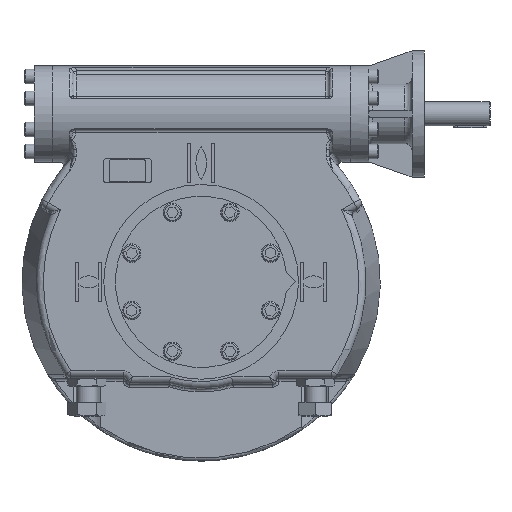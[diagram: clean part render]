
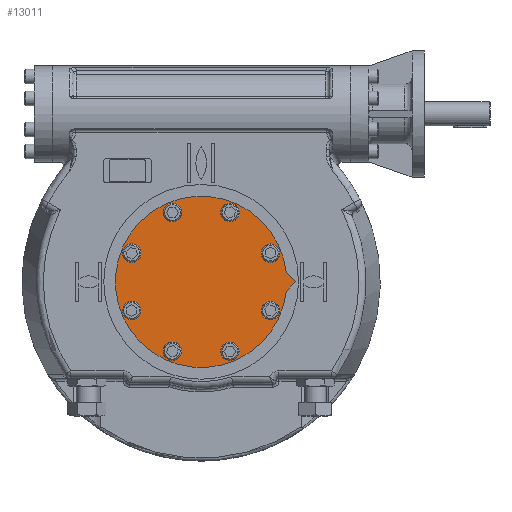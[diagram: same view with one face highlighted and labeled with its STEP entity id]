
A CAD part, top view. The second image highlights one B-rep face of the part: STEP entity #13011.
In plain terms, the highlighted planar face has unit normal (0, 0, 1).
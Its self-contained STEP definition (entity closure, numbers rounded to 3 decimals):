
#1070=LINE('',#34404,#1927);
#1073=LINE('',#34410,#1930);
#1927=VECTOR('',#18271,1000.);
#1930=VECTOR('',#18276,1000.);
#2372=PLANE('',#15073);
#2867=CIRCLE('',#15063,142.5);
#2876=CIRCLE('',#15074,10.5);
#2877=CIRCLE('',#15075,10.5);
#2878=CIRCLE('',#15076,10.5);
#2879=CIRCLE('',#15077,10.5);
#2880=CIRCLE('',#15078,10.5);
#2881=CIRCLE('',#15079,10.5);
#2882=CIRCLE('',#15080,10.5);
#2883=CIRCLE('',#15081,10.5);
#6118=ORIENTED_EDGE('',*,*,#8110,.T.);
#6119=ORIENTED_EDGE('',*,*,#8111,.T.);
#6120=ORIENTED_EDGE('',*,*,#8112,.T.);
#6121=ORIENTED_EDGE('',*,*,#8113,.T.);
#6122=ORIENTED_EDGE('',*,*,#8114,.T.);
#6123=ORIENTED_EDGE('',*,*,#8115,.T.);
#6124=ORIENTED_EDGE('',*,*,#8116,.T.);
#6125=ORIENTED_EDGE('',*,*,#8117,.T.);
#6126=ORIENTED_EDGE('',*,*,#8095,.F.);
#6127=ORIENTED_EDGE('',*,*,#8101,.F.);
#6128=ORIENTED_EDGE('',*,*,#8098,.F.);
#8095=EDGE_CURVE('',#9465,#9466,#1070,.T.);
#8098=EDGE_CURVE('',#9466,#9468,#1073,.T.);
#8101=EDGE_CURVE('',#9468,#9465,#2867,.T.);
#8110=EDGE_CURVE('',#9477,#9477,#2876,.T.);
#8111=EDGE_CURVE('',#9478,#9478,#2877,.T.);
#8112=EDGE_CURVE('',#9479,#9479,#2878,.T.);
#8113=EDGE_CURVE('',#9480,#9480,#2879,.T.);
#8114=EDGE_CURVE('',#9481,#9481,#2880,.T.);
#8115=EDGE_CURVE('',#9482,#9482,#2881,.T.);
#8116=EDGE_CURVE('',#9483,#9483,#2882,.T.);
#8117=EDGE_CURVE('',#9484,#9484,#2883,.T.);
#9465=VERTEX_POINT('',#34403);
#9466=VERTEX_POINT('',#34405);
#9468=VERTEX_POINT('',#34411);
#9477=VERTEX_POINT('',#34435);
#9478=VERTEX_POINT('',#34437);
#9479=VERTEX_POINT('',#34439);
#9480=VERTEX_POINT('',#34441);
#9481=VERTEX_POINT('',#34443);
#9482=VERTEX_POINT('',#34445);
#9483=VERTEX_POINT('',#34447);
#9484=VERTEX_POINT('',#34449);
#11056=EDGE_LOOP('',(#6118));
#11057=EDGE_LOOP('',(#6119));
#11058=EDGE_LOOP('',(#6120));
#11059=EDGE_LOOP('',(#6121));
#11060=EDGE_LOOP('',(#6122));
#11061=EDGE_LOOP('',(#6123));
#11062=EDGE_LOOP('',(#6124));
#11063=EDGE_LOOP('',(#6125));
#11064=EDGE_LOOP('',(#6126,#6127,#6128));
#12092=FACE_BOUND('',#11056,.T.);
#12093=FACE_BOUND('',#11057,.T.);
#12094=FACE_BOUND('',#11058,.T.);
#12095=FACE_BOUND('',#11059,.T.);
#12096=FACE_BOUND('',#11060,.T.);
#12097=FACE_BOUND('',#11061,.T.);
#12098=FACE_BOUND('',#11062,.T.);
#12099=FACE_BOUND('',#11063,.T.);
#12100=FACE_BOUND('',#11064,.T.);
#13011=ADVANCED_FACE('',(#12092,#12093,#12094,#12095,#12096,#12097,#12098,
#12099,#12100),#2372,.F.);
#15063=AXIS2_PLACEMENT_3D('',#34415,#18282,#18283);
#15073=AXIS2_PLACEMENT_3D('',#34433,#18302,#18303);
#15074=AXIS2_PLACEMENT_3D('',#34434,#18304,#18305);
#15075=AXIS2_PLACEMENT_3D('',#34436,#18306,#18307);
#15076=AXIS2_PLACEMENT_3D('',#34438,#18308,#18309);
#15077=AXIS2_PLACEMENT_3D('',#34440,#18310,#18311);
#15078=AXIS2_PLACEMENT_3D('',#34442,#18312,#18313);
#15079=AXIS2_PLACEMENT_3D('',#34444,#18314,#18315);
#15080=AXIS2_PLACEMENT_3D('',#34446,#18316,#18317);
#15081=AXIS2_PLACEMENT_3D('',#34448,#18318,#18319);
#18271=DIRECTION('',(0.707,-0.707,0.));
#18276=DIRECTION('',(-0.707,-0.707,0.));
#18282=DIRECTION('',(0.,0.,-1.));
#18283=DIRECTION('',(1.,0.,0.));
#18302=DIRECTION('',(0.,0.,-1.));
#18303=DIRECTION('',(1.,0.,0.));
#18304=DIRECTION('',(0.,0.,-1.));
#18305=DIRECTION('',(0.707,0.707,0.));
#18306=DIRECTION('',(0.,0.,-1.));
#18307=DIRECTION('',(0.,1.,0.));
#18308=DIRECTION('',(0.,0.,-1.));
#18309=DIRECTION('',(-0.707,0.707,0.));
#18310=DIRECTION('',(0.,0.,-1.));
#18311=DIRECTION('',(-1.,0.,0.));
#18312=DIRECTION('',(0.,0.,-1.));
#18313=DIRECTION('',(-0.707,-0.707,0.));
#18314=DIRECTION('',(0.,0.,-1.));
#18315=DIRECTION('',(0.,-1.,0.));
#18316=DIRECTION('',(0.,0.,-1.));
#18317=DIRECTION('',(0.707,-0.707,0.));
#18318=DIRECTION('',(0.,0.,-1.));
#18319=DIRECTION('',(1.,0.,0.));
#34403=CARTESIAN_POINT('',(141.673,15.327,78.));
#34404=CARTESIAN_POINT('',(157.,0.,78.));
#34405=CARTESIAN_POINT('',(157.,0.,78.));
#34410=CARTESIAN_POINT('',(157.,0.,78.));
#34411=CARTESIAN_POINT('',(141.673,-15.327,78.));
#34415=CARTESIAN_POINT('',(0.,0.,78.));
#34433=CARTESIAN_POINT('',(0.,0.,78.));
#34434=CARTESIAN_POINT('',(47.835,115.485,78.));
#34435=CARTESIAN_POINT('',(55.26,122.91,78.));
#34436=CARTESIAN_POINT('',(-47.835,115.485,78.));
#34437=CARTESIAN_POINT('',(-47.835,125.985,78.));
#34438=CARTESIAN_POINT('',(-115.485,47.835,78.));
#34439=CARTESIAN_POINT('',(-122.91,55.26,78.));
#34440=CARTESIAN_POINT('',(-115.485,-47.835,78.));
#34441=CARTESIAN_POINT('',(-125.985,-47.835,78.));
#34442=CARTESIAN_POINT('',(-47.835,-115.485,78.));
#34443=CARTESIAN_POINT('',(-55.26,-122.91,78.));
#34444=CARTESIAN_POINT('',(47.835,-115.485,78.));
#34445=CARTESIAN_POINT('',(47.835,-125.985,78.));
#34446=CARTESIAN_POINT('',(115.485,-47.835,78.));
#34447=CARTESIAN_POINT('',(122.91,-55.26,78.));
#34448=CARTESIAN_POINT('',(115.485,47.835,78.));
#34449=CARTESIAN_POINT('',(125.985,47.835,78.));
